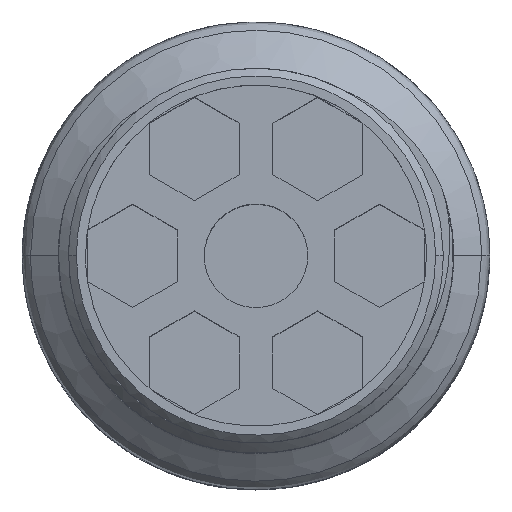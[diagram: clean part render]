
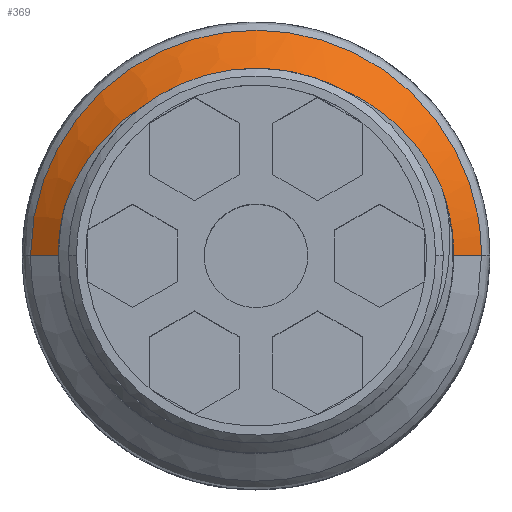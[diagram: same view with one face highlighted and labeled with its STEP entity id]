
A CAD part, top view. The second image highlights one B-rep face of the part: STEP entity #369.
In plain terms, the highlighted free-form (B-spline) face has degree [3, 2] with [4, 5] control points.
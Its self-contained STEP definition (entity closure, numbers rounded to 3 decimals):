
#369=ADVANCED_FACE('',(#687),#4895,.T.);
#687=FACE_OUTER_BOUND('',#1047,.T.);
#1047=EDGE_LOOP('',(#2645,#2646,#2647,#2648,#2649));
#2645=ORIENTED_EDGE('',*,*,#3463,.T.);
#2646=ORIENTED_EDGE('',*,*,#3336,.T.);
#2647=ORIENTED_EDGE('',*,*,#2671,.T.);
#2648=ORIENTED_EDGE('',*,*,#3462,.F.);
#2649=ORIENTED_EDGE('',*,*,#3461,.F.);
#2671=EDGE_CURVE('',#4282,#4284,#3476,.T.);
#3336=EDGE_CURVE('',#4725,#4282,#3930,.T.);
#3461=EDGE_CURVE('',#4806,#4807,#3946,.T.);
#3462=EDGE_CURVE('',#4807,#4284,#3947,.T.);
#3463=EDGE_CURVE('',#4806,#4725,#3948,.T.);
#3476=(
BOUNDED_CURVE()
B_SPLINE_CURVE(3,(#9797,#9798,#9799,#9800,#9801,#9802,#9803),
 .UNSPECIFIED.,.F.,.F.)
B_SPLINE_CURVE_WITH_KNOTS((4,3,4),(0.,3.921,4.823),
 .UNSPECIFIED.)
CURVE()
GEOMETRIC_REPRESENTATION_ITEM()
RATIONAL_B_SPLINE_CURVE((1.,1.,1.,1.,1.,1.,1.))
REPRESENTATION_ITEM('')
);
#3930=(
BOUNDED_CURVE()
B_SPLINE_CURVE(2,(#13263,#13264,#13265,#13266,#13267),.UNSPECIFIED.,.F.,
 .F.)
B_SPLINE_CURVE_WITH_KNOTS((3,2,3),(-44.671,-32.,0.),
 .UNSPECIFIED.)
CURVE()
GEOMETRIC_REPRESENTATION_ITEM()
RATIONAL_B_SPLINE_CURVE((1.,0.953,1.,0.707,1.))
REPRESENTATION_ITEM('')
);
#3946=(
BOUNDED_CURVE()
B_SPLINE_CURVE(3,(#13581,#13582,#13583,#13584),.UNSPECIFIED.,.F.,.F.)
B_SPLINE_CURVE_WITH_KNOTS((4,4),(0.,4.823),.UNSPECIFIED.)
CURVE()
GEOMETRIC_REPRESENTATION_ITEM()
RATIONAL_B_SPLINE_CURVE((1.,1.,1.,1.))
REPRESENTATION_ITEM('')
);
#3947=(
BOUNDED_CURVE()
B_SPLINE_CURVE(2,(#13585,#13586,#13587,#13588,#13589),.UNSPECIFIED.,.F.,
 .F.)
B_SPLINE_CURVE_WITH_KNOTS((3,2,3),(50.893,76.34,101.787),
 .UNSPECIFIED.)
CURVE()
GEOMETRIC_REPRESENTATION_ITEM()
RATIONAL_B_SPLINE_CURVE((1.,0.707,1.,0.707,1.))
REPRESENTATION_ITEM('')
);
#3948=(
BOUNDED_CURVE()
B_SPLINE_CURVE(2,(#13590,#13591,#13592),.UNSPECIFIED.,.F.,.F.)
B_SPLINE_CURVE_WITH_KNOTS((3,3),(-64.,-44.671),.UNSPECIFIED.)
CURVE()
GEOMETRIC_REPRESENTATION_ITEM()
RATIONAL_B_SPLINE_CURVE((1.,0.888,1.))
REPRESENTATION_ITEM('')
);
#4282=VERTEX_POINT('',#9195);
#4284=VERTEX_POINT('',#9197);
#4725=VERTEX_POINT('',#9638);
#4806=VERTEX_POINT('',#9719);
#4807=VERTEX_POINT('',#9720);
#4895=(
BOUNDED_SURFACE()
B_SPLINE_SURFACE(3,2,((#7747,#7748,#7749,#7750,#7751),(#7752,#7753,#7754,
#7755,#7756),(#7757,#7758,#7759,#7760,#7761),(#7762,#7763,#7764,#7765,#7766)),
 .UNSPECIFIED.,.F.,.F.,.F.)
B_SPLINE_SURFACE_WITH_KNOTS((4,4),(3,2,3),(0.,5.881),(0.,36.,
72.),.UNSPECIFIED.)
GEOMETRIC_REPRESENTATION_ITEM()
RATIONAL_B_SPLINE_SURFACE(((1.,0.707,1.,0.707,1.),
(1.,0.707,1.,0.707,1.),(1.,0.707,1.,
0.707,1.),(1.,0.707,1.,0.707,1.)))
REPRESENTATION_ITEM('')
SURFACE()
);
#7747=CARTESIAN_POINT('',(-35.787,0.042,-2.));
#7748=CARTESIAN_POINT('',(-35.787,14.465,-2.));
#7749=CARTESIAN_POINT('',(-50.21,14.465,-2.));
#7750=CARTESIAN_POINT('',(-64.633,14.465,-2.));
#7751=CARTESIAN_POINT('',(-64.633,0.042,-2.));
#7752=CARTESIAN_POINT('',(-34.595,0.042,-3.));
#7753=CARTESIAN_POINT('',(-34.595,15.658,-3.));
#7754=CARTESIAN_POINT('',(-50.21,15.658,-3.));
#7755=CARTESIAN_POINT('',(-65.826,15.658,-3.));
#7756=CARTESIAN_POINT('',(-65.826,0.042,-3.));
#7757=CARTESIAN_POINT('',(-33.402,0.042,-4.));
#7758=CARTESIAN_POINT('',(-33.402,16.85,-4.));
#7759=CARTESIAN_POINT('',(-50.21,16.85,-4.));
#7760=CARTESIAN_POINT('',(-67.018,16.85,-4.));
#7761=CARTESIAN_POINT('',(-67.018,0.042,-4.));
#7762=CARTESIAN_POINT('',(-32.21,0.042,-5.));
#7763=CARTESIAN_POINT('',(-32.21,18.042,-5.));
#7764=CARTESIAN_POINT('',(-50.21,18.042,-5.));
#7765=CARTESIAN_POINT('',(-68.21,18.042,-5.));
#7766=CARTESIAN_POINT('',(-68.21,0.042,-5.));
#9195=CARTESIAN_POINT('',(-35.787,0.042,-2.));
#9197=CARTESIAN_POINT('',(-32.853,0.042,-4.46));
#9638=CARTESIAN_POINT('',(-58.514,11.835,-2.));
#9719=CARTESIAN_POINT('',(-64.633,0.042,-2.));
#9720=CARTESIAN_POINT('',(-67.567,0.042,-4.46));
#9797=CARTESIAN_POINT('',(-35.787,0.042,-2.));
#9798=CARTESIAN_POINT('',(-34.992,0.042,-2.667));
#9799=CARTESIAN_POINT('',(-34.197,0.042,-3.333));
#9800=CARTESIAN_POINT('',(-33.402,0.042,-4.));
#9801=CARTESIAN_POINT('',(-33.219,0.042,-4.153));
#9802=CARTESIAN_POINT('',(-33.036,0.042,-4.307));
#9803=CARTESIAN_POINT('',(-32.853,0.042,-4.46));
#13263=CARTESIAN_POINT('',(-58.514,11.835,-2.));
#13264=CARTESIAN_POINT('',(-54.778,14.465,-2.));
#13265=CARTESIAN_POINT('',(-50.21,14.465,-2.));
#13266=CARTESIAN_POINT('',(-35.787,14.465,-2.));
#13267=CARTESIAN_POINT('',(-35.787,0.042,-2.));
#13581=CARTESIAN_POINT('',(-64.633,0.042,-2.));
#13582=CARTESIAN_POINT('',(-65.611,0.042,-2.82));
#13583=CARTESIAN_POINT('',(-66.589,0.042,-3.64));
#13584=CARTESIAN_POINT('',(-67.567,0.042,-4.46));
#13585=CARTESIAN_POINT('',(-67.567,0.042,-4.46));
#13586=CARTESIAN_POINT('',(-67.567,17.399,-4.46));
#13587=CARTESIAN_POINT('',(-50.21,17.399,-4.46));
#13588=CARTESIAN_POINT('',(-32.853,17.399,-4.46));
#13589=CARTESIAN_POINT('',(-32.853,0.042,-4.46));
#13590=CARTESIAN_POINT('',(-64.633,0.042,-2.));
#13591=CARTESIAN_POINT('',(-64.633,7.527,-2.));
#13592=CARTESIAN_POINT('',(-58.514,11.835,-2.));
